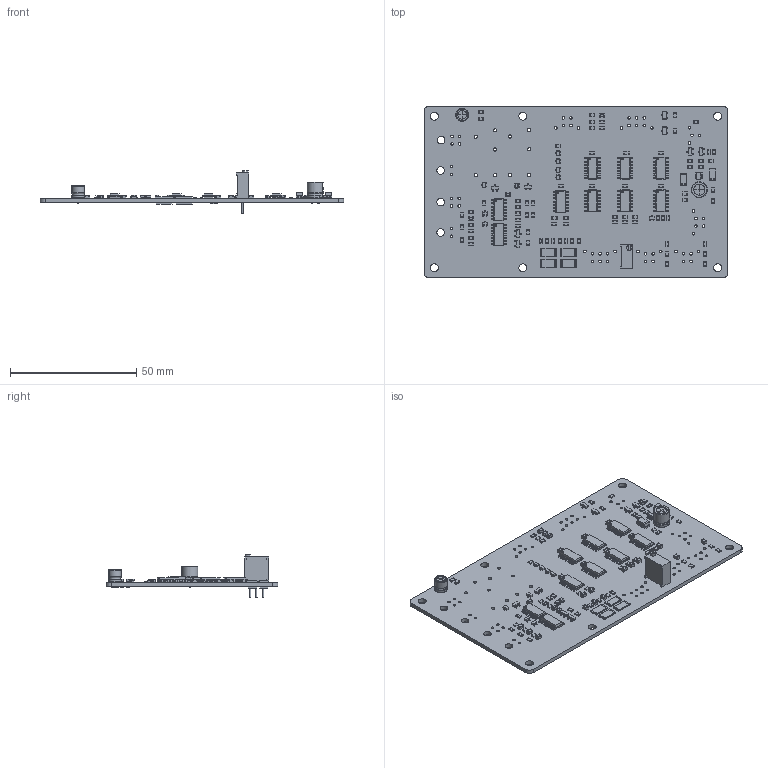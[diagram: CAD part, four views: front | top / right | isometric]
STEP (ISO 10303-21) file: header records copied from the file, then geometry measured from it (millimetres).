
FILE_DESCRIPTION(('KiCad electronic assembly'),'2;1');
FILE_NAME('tsal-latching-integrated.step','2024-11-26T20:27:29',( 'Pcbnew'),('Kicad'),'Open CASCADE STEP processor 7.7', 'KiCad to STEP converter','Unknown');
FILE_SCHEMA(('AUTOMOTIVE_DESIGN { 1 0 10303 214 1 1 1 1 }'));
Length unit declared in the file: millimetre
Products named in the file (26): tsal-latching-integrated 1; R_0805_2012Metric; SOT-323_SC-70; SOT_323_SC_70; C_0805_2012Metric; SOT-23; SOT_23; SOIC-14_3.9x8.7mm_P1.27mm; SOIC_14_39x87mm_P127mm; D_SMA; R_2512_6332Metric; LED_0805_2012Metric; SOT-23-6; SOT_23_6; CP_Radial_D5.0mm_P2.00mm; CP_Radial_D50mm_P200mm; CP_Radial_D6.3mm_P2.50mm; CP_Radial_D63mm_P250mm; Potentiometer_Bourns_3296W_Vertical; tsal-latching-integrated_PCB
Assembly tree (134 placements, depth 3):
  tsal-latching-integrated 1
    R_0805_2012Metric  x50
      R_0805_2012Metric
    SOT-323_SC-70  x9
      SOT_323_SC_70
    C_0805_2012Metric  x28
      C_0805_2012Metric
    SOT-23  x8
      SOT_23
    SOIC-14_3.9x8.7mm_P1.27mm  x9
      SOIC_14_39x87mm_P127mm
    D_SMA  x2
      D_SMA
    R_2512_6332Metric  x8
      R_2512_6332Metric
    LED_0805_2012Metric  x3
      LED_0805_2012Metric
    SOT-23-6
      SOT_23_6
    CP_Radial_D5.0mm_P2.00mm
      CP_Radial_D50mm_P200mm
    CP_Radial_D6.3mm_P2.50mm
      CP_Radial_D63mm_P250mm
    Potentiometer_Bourns_3296W_Vertical
      Potentiometer_Bourns_3296W_Vertical
    tsal-latching-integrated_PCB
Bounding box: 120 x 68 x 17.07 mm (x, y, z)
Volume: 14359.6 mm3; surface area: 20753.2 mm2
Topology: 122 solids, 124 shells, 6374 faces, 16364 edges, 10317 vertices
Faces by surface type: plane 3810, cylinder 1690, bspline 861, revolution 9, torus 4
Full cylindrical faces by diameter (mm): 0.5 x4, 0.51 x3, 0.6 x9, 0.8 x7, 1.02 x56, 1.3 x10, 2.19 x1, 3 x4, 3.2 x6
Entity records: 35771 total; most frequent: CARTESIAN_POINT 6678, ORIENTED_EDGE 4696, DIRECTION 4538, EDGE_CURVE 2348, LINE 1595, VECTOR 1595, VERTEX_POINT 1479, AXIS2_PLACEMENT_3D 1467
